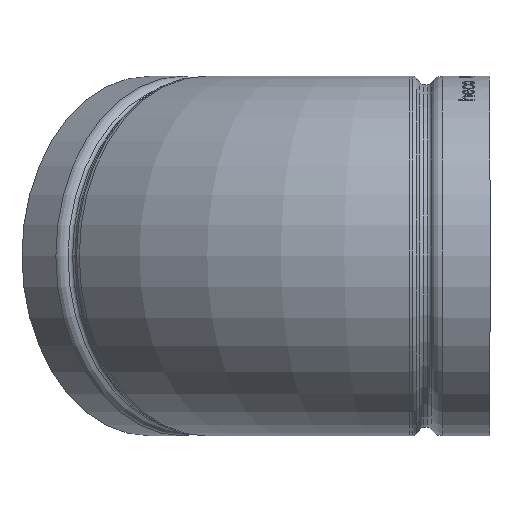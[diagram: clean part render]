
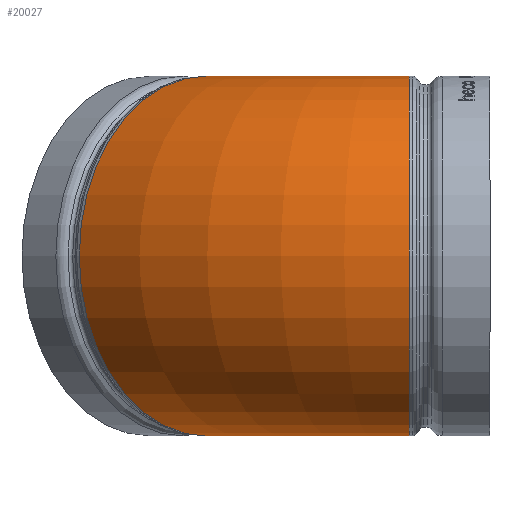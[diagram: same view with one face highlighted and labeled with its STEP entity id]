
A CAD part, left-side view. The second image highlights one B-rep face of the part: STEP entity #20027.
In plain terms, the highlighted toroidal (fillet/blend) face has major radius 91.125 mm and minor radius 57.15 mm.
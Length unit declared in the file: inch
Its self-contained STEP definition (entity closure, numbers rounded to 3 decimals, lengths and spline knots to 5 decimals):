
#2140 = AXIS2_PLACEMENT_3D ( 'NONE', #10507, #13838, #16823 ) ;
#2285 = EDGE_LOOP ( 'NONE', ( #17058 ) ) ;
#3784 = DIRECTION ( 'NONE',  ( 0., 0., -1. ) ) ;
#3921 = EDGE_CURVE ( 'NONE', #11112, #11112, #6385, .T. ) ;
#5453 = DIRECTION ( 'NONE',  ( 0., -1., 0. ) ) ;
#6150 = FACE_OUTER_BOUND ( 'NONE', #8761, .T. ) ;
#6385 = CIRCLE ( 'NONE', #2140, 2.25 ) ;
#6768 = DIRECTION ( 'NONE',  ( 0., 0., 1. ) ) ;
#6868 = VERTEX_POINT ( 'NONE', #16702 ) ;
#8761 = EDGE_LOOP ( 'NONE', ( #19466 ) ) ;
#10507 = CARTESIAN_POINT ( 'NONE',  ( 1.05078, 1.05078, 0. ) ) ;
#10647 = TOROIDAL_SURFACE ( 'NONE', #16156, 3.58759, 2.25 ) ;
#11112 = VERTEX_POINT ( 'NONE', #19870 ) ;
#11508 = CARTESIAN_POINT ( 'NONE',  ( 3.58759, -1.48603, 0. ) ) ;
#13250 = CARTESIAN_POINT ( 'NONE',  ( 0., -1.48603, 0. ) ) ;
#13838 = DIRECTION ( 'NONE',  ( 0.707, 0.707, 0. ) ) ;
#14801 = CIRCLE ( 'NONE', #19579, 2.25 ) ;
#16156 = AXIS2_PLACEMENT_3D ( 'NONE', #11508, #6768, #19536 ) ;
#16702 = CARTESIAN_POINT ( 'NONE',  ( 0., -1.48603, -2.25 ) ) ;
#16823 = DIRECTION ( 'NONE',  ( 0., 0., -1. ) ) ;
#17058 = ORIENTED_EDGE ( 'NONE', *, *, #3921, .F. ) ;
#17797 = EDGE_CURVE ( 'NONE', #6868, #6868, #14801, .T. ) ;
#18321 = FACE_OUTER_BOUND ( 'NONE', #2285, .T. ) ;
#19466 = ORIENTED_EDGE ( 'NONE', *, *, #17797, .F. ) ;
#19536 = DIRECTION ( 'NONE',  ( 0.707, 0.707, 0. ) ) ;
#19579 = AXIS2_PLACEMENT_3D ( 'NONE', #13250, #5453, #3784 ) ;
#19870 = CARTESIAN_POINT ( 'NONE',  ( 1.05078, 1.05078, -2.25 ) ) ;
#20027 = ADVANCED_FACE ( 'NONE', ( #6150, #18321 ), #10647, .T. ) ;
